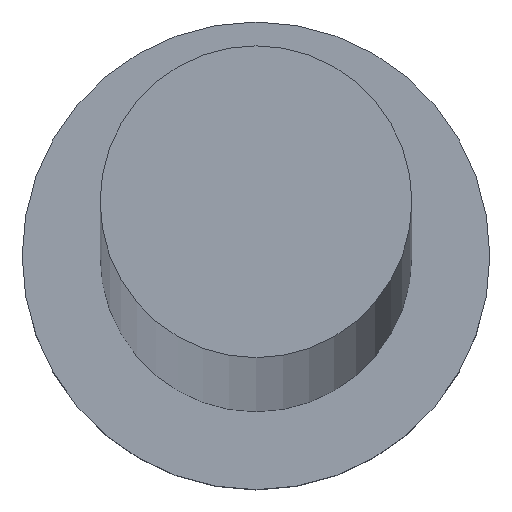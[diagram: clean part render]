
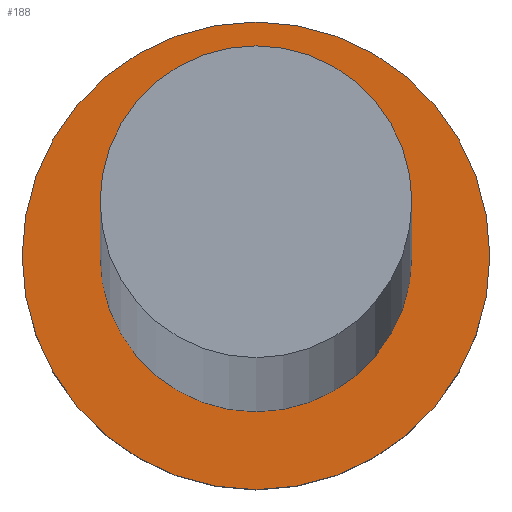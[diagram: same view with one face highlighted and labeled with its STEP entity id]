
A CAD part, top view. The second image highlights one B-rep face of the part: STEP entity #188.
In plain terms, the highlighted planar face has unit normal (0, 0, 1).
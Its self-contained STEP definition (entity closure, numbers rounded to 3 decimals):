
#6 = EDGE_CURVE ( 'NONE', #213, #68, #41, .T. ) ;
#38 = EDGE_CURVE ( 'NONE', #68, #213, #53, .T. ) ;
#41 = CIRCLE ( 'NONE', #219, 9. ) ;
#46 = FACE_BOUND ( 'NONE', #136, .T. ) ;
#52 = VERTEX_POINT ( 'NONE', #93 ) ;
#53 = CIRCLE ( 'NONE', #247, 9. ) ;
#68 = VERTEX_POINT ( 'NONE', #77 ) ;
#74 = DIRECTION ( 'NONE',  ( 1., 0., 0. ) ) ;
#76 = CARTESIAN_POINT ( 'NONE',  ( 0., 0., 6.5 ) ) ;
#77 = CARTESIAN_POINT ( 'NONE',  ( 9., 0., 6.5 ) ) ;
#81 = FACE_OUTER_BOUND ( 'NONE', #90, .T. ) ;
#87 = AXIS2_PLACEMENT_3D ( 'NONE', #125, #187, #149 ) ;
#90 = EDGE_LOOP ( 'NONE', ( #158, #196 ) ) ;
#93 = CARTESIAN_POINT ( 'NONE',  ( -6., 0., 6.5 ) ) ;
#96 = CARTESIAN_POINT ( 'NONE',  ( 0., 0., 6.5 ) ) ;
#101 = AXIS2_PLACEMENT_3D ( 'NONE', #244, #148, #102 ) ;
#102 = DIRECTION ( 'NONE',  ( 1., 0., 0. ) ) ;
#106 = EDGE_CURVE ( 'NONE', #52, #200, #255, .T. ) ;
#115 = DIRECTION ( 'NONE',  ( 1., 0., 0. ) ) ;
#122 = CARTESIAN_POINT ( 'NONE',  ( 6., 0., 6.5 ) ) ;
#125 = CARTESIAN_POINT ( 'NONE',  ( 0., 0., 6.5 ) ) ;
#136 = EDGE_LOOP ( 'NONE', ( #237, #175 ) ) ;
#138 = CARTESIAN_POINT ( 'NONE',  ( 0., 0., 6.5 ) ) ;
#140 = DIRECTION ( 'NONE',  ( 0., 0., 1. ) ) ;
#148 = DIRECTION ( 'NONE',  ( 0., 0., 1. ) ) ;
#149 = DIRECTION ( 'NONE',  ( 1., 0., 0. ) ) ;
#152 = EDGE_CURVE ( 'NONE', #200, #52, #222, .T. ) ;
#158 = ORIENTED_EDGE ( 'NONE', *, *, #6, .T. ) ;
#161 = DIRECTION ( 'NONE',  ( 0., 0., 1. ) ) ;
#175 = ORIENTED_EDGE ( 'NONE', *, *, #152, .F. ) ;
#184 = PLANE ( 'NONE',  #87 ) ;
#187 = DIRECTION ( 'NONE',  ( 0., 0., 1. ) ) ;
#188 = ADVANCED_FACE ( 'NONE', ( #46, #81 ), #184, .T. ) ;
#196 = ORIENTED_EDGE ( 'NONE', *, *, #38, .T. ) ;
#200 = VERTEX_POINT ( 'NONE', #122 ) ;
#207 = CARTESIAN_POINT ( 'NONE',  ( -9., 0., 6.5 ) ) ;
#213 = VERTEX_POINT ( 'NONE', #207 ) ;
#217 = DIRECTION ( 'NONE',  ( 0., 0., 1. ) ) ;
#219 = AXIS2_PLACEMENT_3D ( 'NONE', #138, #161, #115 ) ;
#222 = CIRCLE ( 'NONE', #101, 6. ) ;
#237 = ORIENTED_EDGE ( 'NONE', *, *, #106, .F. ) ;
#242 = AXIS2_PLACEMENT_3D ( 'NONE', #96, #140, #243 ) ;
#243 = DIRECTION ( 'NONE',  ( 1., 0., 0. ) ) ;
#244 = CARTESIAN_POINT ( 'NONE',  ( 0., 0., 6.5 ) ) ;
#247 = AXIS2_PLACEMENT_3D ( 'NONE', #76, #217, #74 ) ;
#255 = CIRCLE ( 'NONE', #242, 6. ) ;
